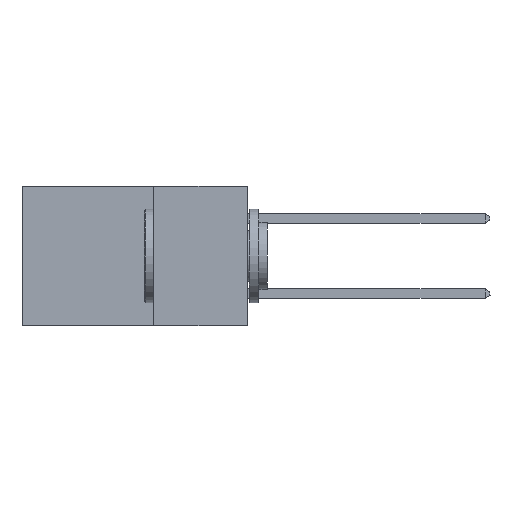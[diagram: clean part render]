
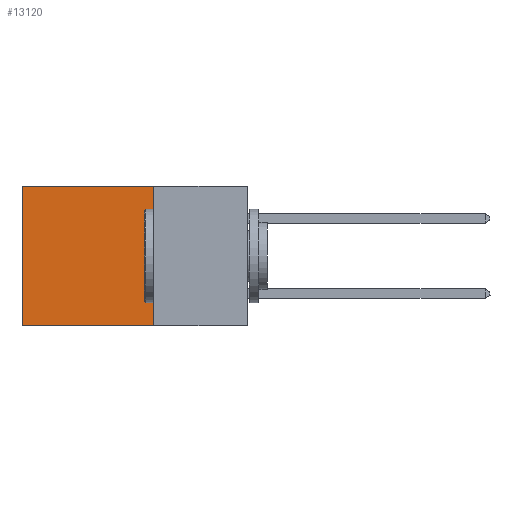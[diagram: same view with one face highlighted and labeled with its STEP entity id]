
A CAD part, left-side view. The second image highlights one B-rep face of the part: STEP entity #13120.
In plain terms, the highlighted planar face has unit normal (-1, 0, 0).
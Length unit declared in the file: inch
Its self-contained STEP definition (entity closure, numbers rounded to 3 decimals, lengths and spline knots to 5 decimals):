
#165 = CARTESIAN_POINT ( 'NONE',  ( 0.298, 0.25, -0.37 ) ) ;
#475 = VECTOR ( 'NONE', #2819, 39.37008 ) ;
#869 = CARTESIAN_POINT ( 'NONE',  ( 0.298, 0.6, 0. ) ) ;
#1247 = LINE ( 'NONE', #9132, #3064 ) ;
#1601 = EDGE_CURVE ( 'NONE', #7081, #5253, #6643, .T. ) ;
#1649 = CARTESIAN_POINT ( 'NONE',  ( 0.298, 0.25, 0. ) ) ;
#2307 = DIRECTION ( 'NONE',  ( 0., 0., -1. ) ) ;
#2423 = LINE ( 'NONE', #11926, #12792 ) ;
#2819 = DIRECTION ( 'NONE',  ( 0., 1., 0. ) ) ;
#3064 = VECTOR ( 'NONE', #13296, 39.37008 ) ;
#3534 = ORIENTED_EDGE ( 'NONE', *, *, #9478, .T. ) ;
#3797 = DIRECTION ( 'NONE',  ( 1., 0., 0. ) ) ;
#4433 = FACE_OUTER_BOUND ( 'NONE', #5703, .T. ) ;
#5227 = DIRECTION ( 'NONE',  ( 0., 1., 0. ) ) ;
#5253 = VERTEX_POINT ( 'NONE', #11961 ) ;
#5499 = CARTESIAN_POINT ( 'NONE',  ( 0.298, 0.25, 0. ) ) ;
#5703 = EDGE_LOOP ( 'NONE', ( #11338, #10200, #6346, #3534 ) ) ;
#6346 = ORIENTED_EDGE ( 'NONE', *, *, #9211, .F. ) ;
#6453 = CARTESIAN_POINT ( 'NONE',  ( 0.298, 0.25, -0.37 ) ) ;
#6643 = LINE ( 'NONE', #165, #9134 ) ;
#7081 = VERTEX_POINT ( 'NONE', #6453 ) ;
#9132 = CARTESIAN_POINT ( 'NONE',  ( 0.298, 0.25, 0. ) ) ;
#9134 = VECTOR ( 'NONE', #5227, 39.37008 ) ;
#9211 = EDGE_CURVE ( 'NONE', #9936, #7081, #1247, .T. ) ;
#9244 = CARTESIAN_POINT ( 'NONE',  ( 0.298, 0.25, 0. ) ) ;
#9478 = EDGE_CURVE ( 'NONE', #9936, #12056, #11842, .T. ) ;
#9936 = VERTEX_POINT ( 'NONE', #5499 ) ;
#10200 = ORIENTED_EDGE ( 'NONE', *, *, #1601, .F. ) ;
#10240 = AXIS2_PLACEMENT_3D ( 'NONE', #1649, #3797, #12185 ) ;
#11338 = ORIENTED_EDGE ( 'NONE', *, *, #13571, .T. ) ;
#11842 = LINE ( 'NONE', #9244, #475 ) ;
#11926 = CARTESIAN_POINT ( 'NONE',  ( 0.298, 0.6, 0. ) ) ;
#11961 = CARTESIAN_POINT ( 'NONE',  ( 0.298, 0.6, -0.37 ) ) ;
#12056 = VERTEX_POINT ( 'NONE', #869 ) ;
#12185 = DIRECTION ( 'NONE',  ( 0., 0., -1. ) ) ;
#12315 = PLANE ( 'NONE',  #10240 ) ;
#12792 = VECTOR ( 'NONE', #2307, 39.37008 ) ;
#13120 = ADVANCED_FACE ( 'NONE', ( #4433 ), #12315, .F. ) ;
#13296 = DIRECTION ( 'NONE',  ( 0., 0., -1. ) ) ;
#13571 = EDGE_CURVE ( 'NONE', #12056, #5253, #2423, .T. ) ;
